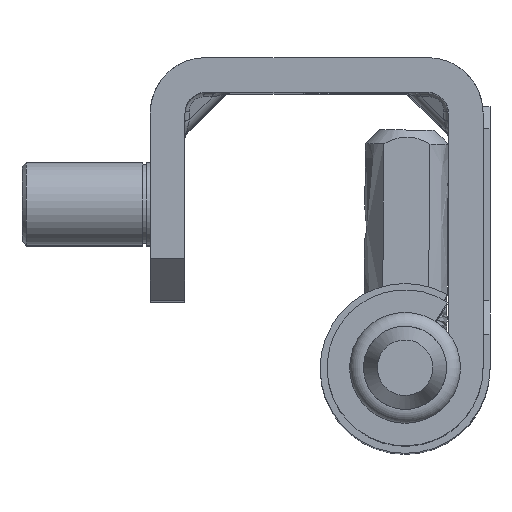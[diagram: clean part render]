
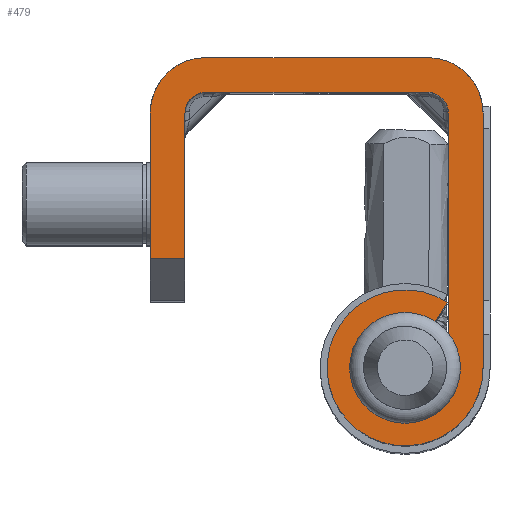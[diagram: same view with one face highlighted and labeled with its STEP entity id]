
A CAD part, top view. The second image highlights one B-rep face of the part: STEP entity #479.
In plain terms, the highlighted planar face has unit normal (0, 0, 1).
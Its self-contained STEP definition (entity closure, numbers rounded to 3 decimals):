
#479=ADVANCED_FACE('',(#979),#980,.F.);
#979=FACE_OUTER_BOUND('',#4075,.T.);
#980=PLANE('',#4076);
#4075=EDGE_LOOP('',(#7318,#7319,#7320,#7321,#7322,#7323,#7324,#7325,#7326,#7327,#7328,#7329,#7330,#7331));
#4076=AXIS2_PLACEMENT_3D('',#7332,#7333,#7334);
#7318=ORIENTED_EDGE('',*,*,#9410,.F.);
#7319=ORIENTED_EDGE('',*,*,#9555,.T.);
#7320=ORIENTED_EDGE('',*,*,#9556,.F.);
#7321=ORIENTED_EDGE('',*,*,#9557,.T.);
#7322=ORIENTED_EDGE('',*,*,#9558,.F.);
#7323=ORIENTED_EDGE('',*,*,#9559,.T.);
#7324=ORIENTED_EDGE('',*,*,#9560,.F.);
#7325=ORIENTED_EDGE('',*,*,#9561,.F.);
#7326=ORIENTED_EDGE('',*,*,#9562,.F.);
#7327=ORIENTED_EDGE('',*,*,#9563,.F.);
#7328=ORIENTED_EDGE('',*,*,#9564,.F.);
#7329=ORIENTED_EDGE('',*,*,#9565,.T.);
#7330=ORIENTED_EDGE('',*,*,#9566,.F.);
#7331=ORIENTED_EDGE('',*,*,#9474,.T.);
#7332=CARTESIAN_POINT('',(0.0,0.0,45.2));
#7333=DIRECTION('',(0.0,0.0,-1.0));
#7334=DIRECTION('',(0.,-1.0,0.0));
#9410=EDGE_CURVE('',#10484,#10486,#10487,.T.);
#9474=EDGE_CURVE('',#10594,#10486,#10597,.F.);
#9555=EDGE_CURVE('',#10484,#10725,#10726,.T.);
#9556=EDGE_CURVE('',#10727,#10725,#10728,.T.);
#9557=EDGE_CURVE('',#10727,#10729,#10730,.T.);
#9558=EDGE_CURVE('',#10731,#10729,#10732,.T.);
#9559=EDGE_CURVE('',#10731,#10733,#10734,.T.);
#9560=EDGE_CURVE('',#10735,#10733,#10736,.T.);
#9561=EDGE_CURVE('',#10737,#10735,#10738,.T.);
#9562=EDGE_CURVE('',#10739,#10737,#10740,.T.);
#9563=EDGE_CURVE('',#10741,#10739,#10742,.T.);
#9564=EDGE_CURVE('',#10743,#10741,#10744,.T.);
#9565=EDGE_CURVE('',#10743,#10745,#10746,.F.);
#9566=EDGE_CURVE('',#10594,#10745,#10747,.T.);
#10484=VERTEX_POINT('',#12268);
#10486=VERTEX_POINT('',#12271);
#10487=LINE('',#12272,#12273);
#10594=VERTEX_POINT('',#12482);
#10597=CIRCLE('',#12492,4.);
#10725=VERTEX_POINT('',#12706);
#10726=LINE('',#12707,#12708);
#10727=VERTEX_POINT('',#12709);
#10728=LINE('',#12710,#12711);
#10729=VERTEX_POINT('',#12712);
#10730=CIRCLE('',#12713,1.5);
#10731=VERTEX_POINT('',#12714);
#10732=LINE('',#12715,#12716);
#10733=VERTEX_POINT('',#12717);
#10734=CIRCLE('',#12718,1.5);
#10735=VERTEX_POINT('',#12719);
#10736=LINE('',#12720,#12721);
#10737=VERTEX_POINT('',#12722);
#10738=CIRCLE('',#12723,3.125);
#10739=VERTEX_POINT('',#12724);
#10740=LINE('',#12725,#12726);
#10741=VERTEX_POINT('',#12727);
#10742=CIRCLE('',#12728,5.625);
#10743=VERTEX_POINT('',#12729);
#10744=LINE('',#12730,#12731);
#10745=VERTEX_POINT('',#12732);
#10746=CIRCLE('',#12733,4.);
#10747=LINE('',#12734,#12735);
#12268=CARTESIAN_POINT('',(-18.375,7.875,45.2));
#12271=CARTESIAN_POINT('',(-18.375,18.375,45.2));
#12272=CARTESIAN_POINT('',(-18.375,4.875,45.2));
#12273=VECTOR('',#14279,1.0);
#12482=CARTESIAN_POINT('',(-14.375,22.375,45.2));
#12492=AXIS2_PLACEMENT_3D('',#14386,#14387,#14388);
#12706=CARTESIAN_POINT('',(-15.875,7.875,45.2));
#12707=CARTESIAN_POINT('',(-15.875,7.875,45.2));
#12708=VECTOR('',#14520,1.0);
#12709=CARTESIAN_POINT('',(-15.875,18.375,45.2));
#12710=CARTESIAN_POINT('',(-15.875,19.875,45.2));
#12711=VECTOR('',#14521,1.0);
#12712=CARTESIAN_POINT('',(-14.375,19.875,45.2));
#12713=AXIS2_PLACEMENT_3D('',#14522,#14523,#14524);
#12714=CARTESIAN_POINT('',(1.625,19.875,45.2));
#12715=CARTESIAN_POINT('',(3.125,19.875,45.2));
#12716=VECTOR('',#14525,1.0);
#12717=CARTESIAN_POINT('',(3.125,18.375,45.2));
#12718=AXIS2_PLACEMENT_3D('',#14526,#14527,#14528);
#12719=CARTESIAN_POINT('',(3.125,0.,45.2));
#12720=CARTESIAN_POINT('',(3.125,0.,45.2));
#12721=VECTOR('',#14529,1.0);
#12722=CARTESIAN_POINT('',(1.702,2.621,45.2));
#12723=AXIS2_PLACEMENT_3D('',#14530,#14531,#14532);
#12724=CARTESIAN_POINT('',(3.064,4.718,45.2));
#12725=CARTESIAN_POINT('',(3.064,4.718,45.2));
#12726=VECTOR('',#14533,1.0);
#12727=CARTESIAN_POINT('',(5.625,0.,45.2));
#12728=AXIS2_PLACEMENT_3D('',#14534,#14535,#14536);
#12729=CARTESIAN_POINT('',(5.625,18.375,45.2));
#12730=CARTESIAN_POINT('',(5.625,22.375,45.2));
#12731=VECTOR('',#14537,1.0);
#12732=CARTESIAN_POINT('',(1.625,22.375,45.2));
#12733=AXIS2_PLACEMENT_3D('',#14538,#14539,#14540);
#12734=CARTESIAN_POINT('',(-18.375,22.375,45.2));
#12735=VECTOR('',#14541,1.0);
#14279=DIRECTION('',(0.,1.0,0.0));
#14386=CARTESIAN_POINT('',(-14.375,18.375,45.2));
#14387=DIRECTION('',(-0.0,0.0,-1.0));
#14388=DIRECTION('',(-1.0,0.,0.0));
#14520=DIRECTION('',(1.0,0.,0.0));
#14521=DIRECTION('',(0.,-1.0,0.0));
#14522=CARTESIAN_POINT('',(-14.375,18.375,45.2));
#14523=DIRECTION('',(-0.0,0.0,-1.0));
#14524=DIRECTION('',(-1.0,0.,0.0));
#14525=DIRECTION('',(-1.0,0.,0.0));
#14526=CARTESIAN_POINT('',(1.625,18.375,45.2));
#14527=DIRECTION('',(-0.0,0.0,-1.0));
#14528=DIRECTION('',(-1.0,0.,0.0));
#14529=DIRECTION('',(0.,1.0,0.0));
#14530=CARTESIAN_POINT('',(0.0,0.0,45.2));
#14531=DIRECTION('',(0.0,-0.0,1.0));
#14532=DIRECTION('',(1.0,0.,0.0));
#14533=DIRECTION('',(-0.545,-0.839,0.0));
#14534=CARTESIAN_POINT('',(0.0,0.0,45.2));
#14535=DIRECTION('',(0.0,0.0,-1.0));
#14536=DIRECTION('',(1.0,0.,0.0));
#14537=DIRECTION('',(0.,-1.0,0.0));
#14538=CARTESIAN_POINT('',(1.625,18.375,45.2));
#14539=DIRECTION('',(-0.0,0.0,-1.0));
#14540=DIRECTION('',(-1.0,0.,0.0));
#14541=DIRECTION('',(1.0,0.,0.0));
